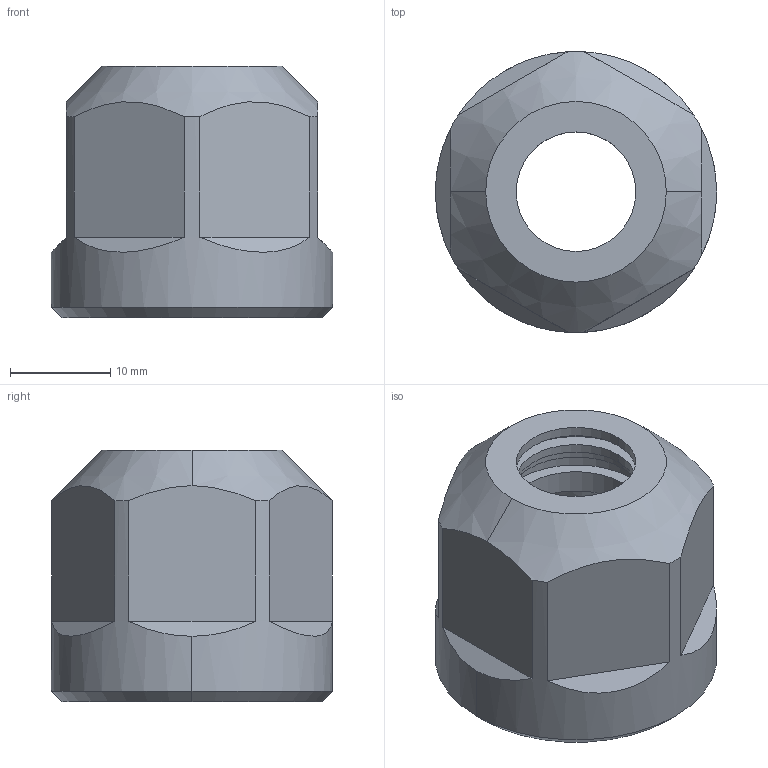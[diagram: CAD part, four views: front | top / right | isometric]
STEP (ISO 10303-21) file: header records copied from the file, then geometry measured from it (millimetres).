
FILE_DESCRIPTION (( 'STEP AP203' ), '1' );
FILE_NAME ('SM99D16D.STEP', '2018-04-10T12:14:46', ( 'artnet' ), ( 'Hewlett-Packard Company' ), 'SwSTEP 2.0', 'SolidWorks 2018', '' );
FILE_SCHEMA (( 'CONFIG_CONTROL_DESIGN' ));
Length unit declared in the file: millimetre
Products named in the file (1): SM99D16D
Bounding box: 28 x 28 x 25 mm (x, y, z)
Volume: 7005.4 mm3; surface area: 4515.8 mm2
Topology: 1 solids, 1 shells, 59 faces, 140 edges, 90 vertices
Faces by surface type: cylinder 26, plane 23, cone 10
Entity records: 1891 total; most frequent: CARTESIAN_POINT 418, DIRECTION 312, ORIENTED_EDGE 280, EDGE_CURVE 140, AXIS2_PLACEMENT_3D 128, VERTEX_POINT 90, CIRCLE 68, EDGE_LOOP 68
